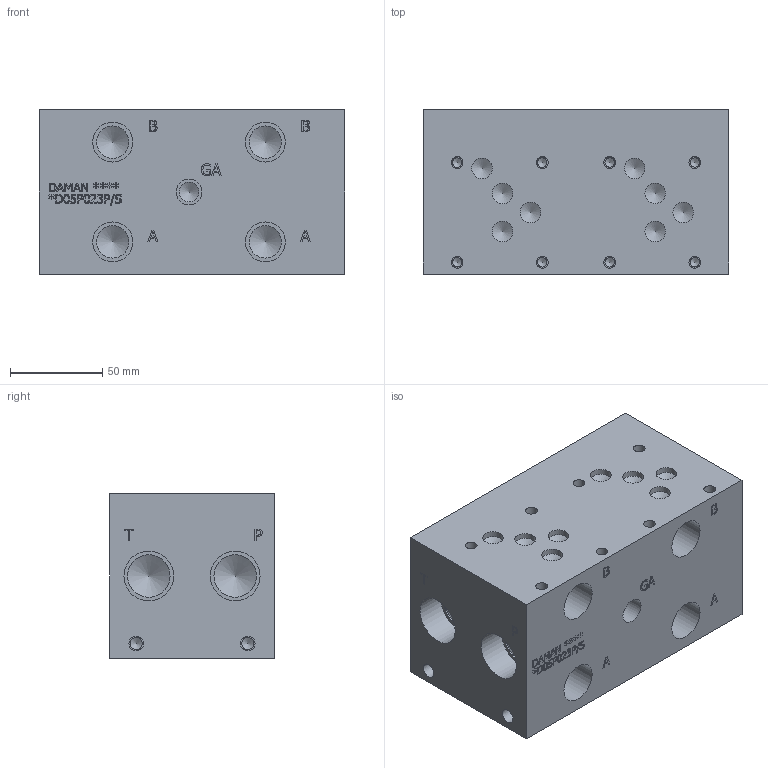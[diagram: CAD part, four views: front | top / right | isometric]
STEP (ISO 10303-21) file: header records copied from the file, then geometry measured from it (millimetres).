
FILE_DESCRIPTION(/* description */ (''),/* implementation_level */ '2;1');
FILE_NAME(/* name */ '_D05P023P_S.stp',/* time_stamp */ '2021-07-26T11:52:17-04:00',/* author */ ('anthonyv'),/* organization */ (''),/* preprocessor_version */ 'ST-DEVELOPER v18.1',/* originating_system */ 'Autodesk Inventor 2021',/* authorisation */ '');
FILE_SCHEMA (('AUTOMOTIVE_DESIGN { 1 0 10303 214 3 1 1 }'));
Length unit declared in the file: millimetre
Products named in the file (1): _D05P023P_S
Bounding box: 165.1 x 88.9 x 88.9 mm (x, y, z)
Volume: 1201753.5 mm3; surface area: 95347.1 mm2
Topology: 1 solids, 1 shells, 622 faces, 1704 edges, 1155 vertices
Faces by surface type: plane 361, bspline 173, cylinder 56, cone 32
Full cylindrical faces by diameter (mm): 5.105 x8, 6.35 x8, 6.528 x4, 7.925 x4, 10.719 x1, 11.113 x1, 11.125 x7, 13.868 x1, 17.475 x5, 21.59 x4, 22.225 x1, 23.012 x4, 23.698 x1, 25.4 x1, 26.187 x1, 26.924 x4, 27.381 x1
Entity records: 20986 total; most frequent: CARTESIAN_POINT 5701, ORIENTED_EDGE 3348, DIRECTION 2431, EDGE_CURVE 1674, VERTEX_POINT 1155, LINE 1125, VECTOR 1125, EDGE_LOOP 723
